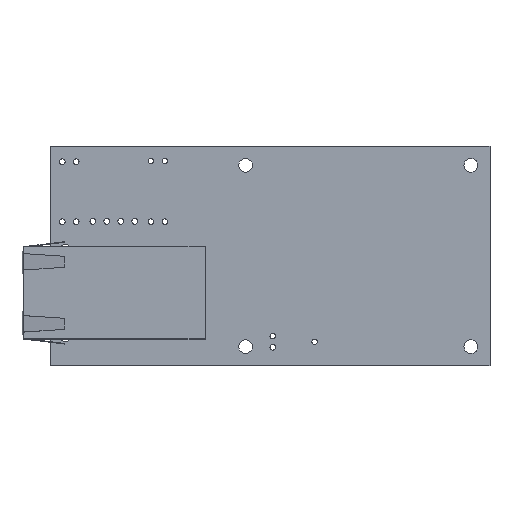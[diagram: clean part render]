
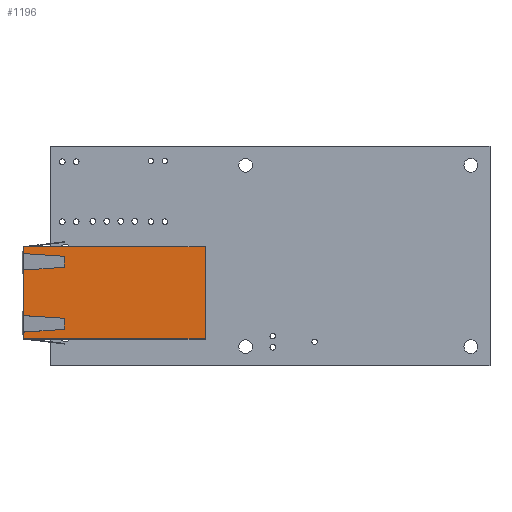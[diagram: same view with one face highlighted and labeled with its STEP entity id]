
A CAD part, top view. The second image highlights one B-rep face of the part: STEP entity #1196.
In plain terms, the highlighted planar face has unit normal (0, 0, 1).
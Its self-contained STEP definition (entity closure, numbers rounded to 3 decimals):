
#78 = VERTEX_POINT('',#79);
#79 = CARTESIAN_POINT('',(26.175,-13.475,13.87));
#85 = EDGE_CURVE('',#78,#86,#88,.T.);
#86 = VERTEX_POINT('',#87);
#87 = CARTESIAN_POINT('',(26.175,-12.225,13.87));
#88 = LINE('',#89,#90);
#89 = CARTESIAN_POINT('',(26.175,-13.475,13.87));
#90 = VECTOR('',#91,1.);
#91 = DIRECTION('',(0.,1.,0.));
#94 = VERTEX_POINT('',#95);
#95 = CARTESIAN_POINT('',(26.175,-9.225,13.87));
#101 = EDGE_CURVE('',#94,#102,#104,.T.);
#102 = VERTEX_POINT('',#103);
#103 = CARTESIAN_POINT('',(26.175,-0.935,13.87));
#104 = LINE('',#105,#106);
#105 = CARTESIAN_POINT('',(26.175,-13.475,13.87));
#106 = VECTOR('',#107,1.);
#107 = DIRECTION('',(0.,1.,0.));
#110 = VERTEX_POINT('',#111);
#111 = CARTESIAN_POINT('',(26.175,2.065,13.87));
#117 = EDGE_CURVE('',#110,#118,#120,.T.);
#118 = VERTEX_POINT('',#119);
#119 = CARTESIAN_POINT('',(26.175,3.315,13.87));
#120 = LINE('',#121,#122);
#121 = CARTESIAN_POINT('',(26.175,-13.475,13.87));
#122 = VECTOR('',#123,1.);
#123 = DIRECTION('',(0.,1.,0.));
#322 = VERTEX_POINT('',#323);
#323 = CARTESIAN_POINT('',(-6.845,-13.475,13.87));
#329 = EDGE_CURVE('',#322,#78,#330,.T.);
#330 = LINE('',#331,#332);
#331 = CARTESIAN_POINT('',(-6.845,-13.475,13.87));
#332 = VECTOR('',#333,1.);
#333 = DIRECTION('',(1.,0.,0.));
#1085 = EDGE_CURVE('',#118,#1086,#1088,.T.);
#1086 = VERTEX_POINT('',#1087);
#1087 = CARTESIAN_POINT('',(-6.845,3.315,13.87));
#1088 = LINE('',#1089,#1090);
#1089 = CARTESIAN_POINT('',(26.175,3.315,13.87));
#1090 = VECTOR('',#1091,1.);
#1091 = DIRECTION('',(-1.,0.,0.));
#1196 = ADVANCED_FACE('',(#1197),#1254,.T.);
#1197 = FACE_BOUND('',#1198,.T.);
#1198 = EDGE_LOOP('',(#1199,#1200,#1201,#1209,#1217,#1223,#1224,#1232,
    #1240,#1246,#1247,#1248));
#1199 = ORIENTED_EDGE('',*,*,#329,.T.);
#1200 = ORIENTED_EDGE('',*,*,#85,.T.);
#1201 = ORIENTED_EDGE('',*,*,#1202,.F.);
#1202 = EDGE_CURVE('',#1203,#86,#1205,.T.);
#1203 = VERTEX_POINT('',#1204);
#1204 = CARTESIAN_POINT('',(25.498,-12.18,13.87));
#1205 = LINE('',#1206,#1207);
#1206 = CARTESIAN_POINT('',(17.714,-11.667,13.87));
#1207 = VECTOR('',#1208,1.);
#1208 = DIRECTION('',(0.998,-0.066,0.));
#1209 = ORIENTED_EDGE('',*,*,#1210,.T.);
#1210 = EDGE_CURVE('',#1203,#1211,#1213,.T.);
#1211 = VERTEX_POINT('',#1212);
#1212 = CARTESIAN_POINT('',(25.498,-9.27,13.87));
#1213 = LINE('',#1214,#1215);
#1214 = CARTESIAN_POINT('',(25.498,-7.903,13.87));
#1215 = VECTOR('',#1216,1.);
#1216 = DIRECTION('',(0.,1.,0.));
#1217 = ORIENTED_EDGE('',*,*,#1218,.F.);
#1218 = EDGE_CURVE('',#94,#1211,#1219,.T.);
#1219 = LINE('',#1220,#1221);
#1220 = CARTESIAN_POINT('',(14.375,-10.003,13.87));
#1221 = VECTOR('',#1222,1.);
#1222 = DIRECTION('',(-0.998,-0.066,0.));
#1223 = ORIENTED_EDGE('',*,*,#101,.T.);
#1224 = ORIENTED_EDGE('',*,*,#1225,.T.);
#1225 = EDGE_CURVE('',#102,#1226,#1228,.T.);
#1226 = VERTEX_POINT('',#1227);
#1227 = CARTESIAN_POINT('',(25.498,-0.89,13.87));
#1228 = LINE('',#1229,#1230);
#1229 = CARTESIAN_POINT('',(14.375,-0.157,13.87));
#1230 = VECTOR('',#1231,1.);
#1231 = DIRECTION('',(-0.998,0.066,0.));
#1232 = ORIENTED_EDGE('',*,*,#1233,.F.);
#1233 = EDGE_CURVE('',#1234,#1226,#1236,.T.);
#1234 = VERTEX_POINT('',#1235);
#1235 = CARTESIAN_POINT('',(25.498,2.02,13.87));
#1236 = LINE('',#1237,#1238);
#1237 = CARTESIAN_POINT('',(25.498,-2.258,13.87));
#1238 = VECTOR('',#1239,1.);
#1239 = DIRECTION('',(0.,-1.,0.));
#1240 = ORIENTED_EDGE('',*,*,#1241,.T.);
#1241 = EDGE_CURVE('',#1234,#110,#1242,.T.);
#1242 = LINE('',#1243,#1244);
#1243 = CARTESIAN_POINT('',(17.714,1.507,13.87));
#1244 = VECTOR('',#1245,1.);
#1245 = DIRECTION('',(0.998,0.066,0.));
#1246 = ORIENTED_EDGE('',*,*,#117,.T.);
#1247 = ORIENTED_EDGE('',*,*,#1085,.T.);
#1248 = ORIENTED_EDGE('',*,*,#1249,.T.);
#1249 = EDGE_CURVE('',#1086,#322,#1250,.T.);
#1250 = LINE('',#1251,#1252);
#1251 = CARTESIAN_POINT('',(-6.845,3.315,13.87));
#1252 = VECTOR('',#1253,1.);
#1253 = DIRECTION('',(0.,-1.,0.));
#1254 = PLANE('',#1255);
#1255 = AXIS2_PLACEMENT_3D('',#1256,#1257,#1258);
#1256 = CARTESIAN_POINT('',(9.665,-5.08,13.87));
#1257 = DIRECTION('',(0.,0.,1.));
#1258 = DIRECTION('',(0.,1.,-0.));
